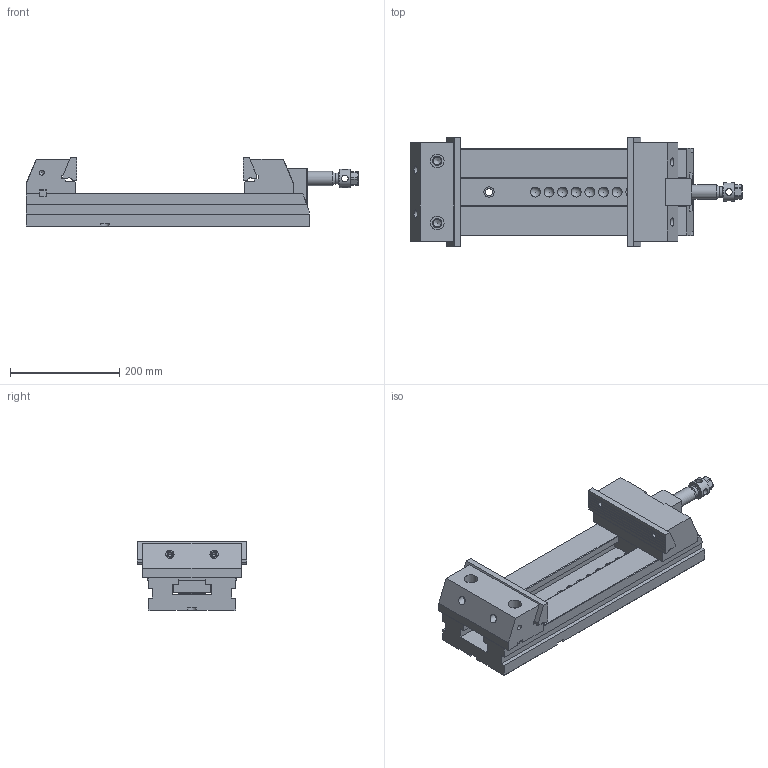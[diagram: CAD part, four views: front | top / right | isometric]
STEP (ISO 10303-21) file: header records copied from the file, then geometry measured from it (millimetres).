
FILE_DESCRIPTION(/* description */ (''),/* implementation_level */ '2;1');
FILE_NAME(/* name */ '30_200L_Mordaza.stp',/* time_stamp */ '2013-11-04T08:49:59+01:00',/* author */ (''),/* organization */ (''),/* preprocessor_version */ 'ST-DEVELOPER v11',/* originating_system */ 'SIEMENS PLM Software NX 7.5',/* authorisation */ '');
FILE_SCHEMA (('CONFIG_CONTROL_DESIGN'));
Length unit declared in the file: millimetre
Products named in the file (1): 30_200L_Mordaza
Bounding box: 609 x 200 x 126.95 mm (x, y, z)
Volume: 5906337.1 mm3; surface area: 621079.9 mm2
Topology: 12 solids, 12 shells, 475 faces, 1314 edges, 875 vertices
Faces by surface type: plane 288, cylinder 132, cone 33, sphere 13, torus 9
Full cylindrical faces by diameter (mm): 4.351 x1, 5.188 x5, 6.985 x4, 8.5 x4, 8.782 x6, 10 x4, 10.579 x3, 12 x4, 12.376 x2, 13 x5, 14.376 x2, 15 x6, 16 x2, 16.5 x1, 17 x2, 19 x5, 20 x3, 21.25 x1, 22 x2, 25 x2, 26 x1, 30 x2, 33.8 x1, 34 x3
Entity records: 14626 total; most frequent: CARTESIAN_POINT 3174, DIRECTION 2284, ORIENTED_EDGE 2214, EDGE_CURVE 1107, VERTEX_POINT 803, AXIS2_PLACEMENT_3D 769, LINE 746, VECTOR 746
